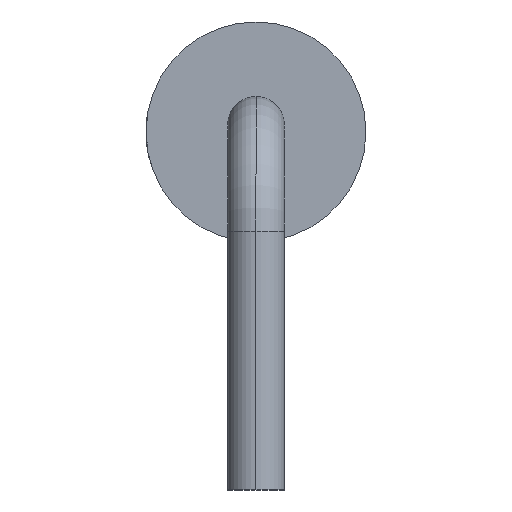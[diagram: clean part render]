
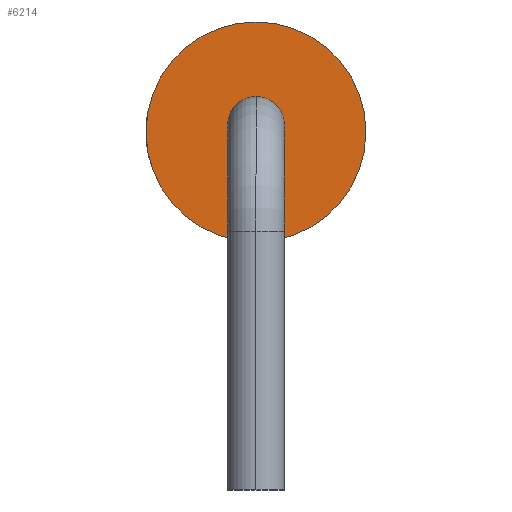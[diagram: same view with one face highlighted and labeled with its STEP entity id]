
A CAD part, left-side view. The second image highlights one B-rep face of the part: STEP entity #6214.
In plain terms, the highlighted planar face has unit normal (-1, 0, 0).
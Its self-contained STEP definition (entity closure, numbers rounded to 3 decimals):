
#138 = CARTESIAN_POINT ( 'NONE',  ( -3.35, 0., 1.55 ) ) ;
#197 = AXIS2_PLACEMENT_3D ( 'NONE', #7305, #5476, #7504 ) ;
#216 = VERTEX_POINT ( 'NONE', #10890 ) ;
#1113 = CARTESIAN_POINT ( 'NONE',  ( -3.35, 0., 1.65 ) ) ;
#1158 = PLANE ( 'NONE',  #12526 ) ;
#2362 = CARTESIAN_POINT ( 'NONE',  ( -3.35, 0., 1.55 ) ) ;
#2751 = EDGE_CURVE ( 'NONE', #13064, #12316, #2826, .T. ) ;
#2826 = CIRCLE ( 'NONE', #7559, 1.551 ) ;
#3092 = VERTEX_POINT ( 'NONE', #12448 ) ;
#3817 = AXIS2_PLACEMENT_3D ( 'NONE', #9319, #6216, #12273 ) ;
#4230 = DIRECTION ( 'NONE',  ( 1., 0., 0. ) ) ;
#4243 = DIRECTION ( 'NONE',  ( 1., 0., 0. ) ) ;
#4314 = EDGE_LOOP ( 'NONE', ( #8884, #12985 ) ) ;
#4641 = ORIENTED_EDGE ( 'NONE', *, *, #9006, .T. ) ;
#5221 = EDGE_CURVE ( 'NONE', #216, #3092, #8586, .T. ) ;
#5476 = DIRECTION ( 'NONE',  ( -1., 0., 0. ) ) ;
#5485 = CARTESIAN_POINT ( 'NONE',  ( -3.35, 0., 3.101 ) ) ;
#6214 = ADVANCED_FACE ( 'NONE', ( #8430, #12324 ), #1158, .F. ) ;
#6216 = DIRECTION ( 'NONE',  ( 1., 0., 0. ) ) ;
#6344 = DIRECTION ( 'NONE',  ( 0., 0., -1. ) ) ;
#7305 = CARTESIAN_POINT ( 'NONE',  ( -3.35, 0., 1.55 ) ) ;
#7356 = DIRECTION ( 'NONE',  ( 0., 0., 1. ) ) ;
#7504 = DIRECTION ( 'NONE',  ( 0., 0., 1. ) ) ;
#7559 = AXIS2_PLACEMENT_3D ( 'NONE', #2362, #9252, #7356 ) ;
#8215 = CARTESIAN_POINT ( 'NONE',  ( -3.35, 0., -0.001 ) ) ;
#8430 = FACE_BOUND ( 'NONE', #10061, .T. ) ;
#8586 = CIRCLE ( 'NONE', #11435, 0.4 ) ;
#8884 = ORIENTED_EDGE ( 'NONE', *, *, #9298, .T. ) ;
#9006 = EDGE_CURVE ( 'NONE', #3092, #216, #12635, .T. ) ;
#9166 = ORIENTED_EDGE ( 'NONE', *, *, #5221, .T. ) ;
#9252 = DIRECTION ( 'NONE',  ( -1., 0., 0. ) ) ;
#9298 = EDGE_CURVE ( 'NONE', #12316, #13064, #10707, .T. ) ;
#9319 = CARTESIAN_POINT ( 'NONE',  ( -3.35, 0., 1.65 ) ) ;
#10061 = EDGE_LOOP ( 'NONE', ( #4641, #9166 ) ) ;
#10707 = CIRCLE ( 'NONE', #197, 1.551 ) ;
#10890 = CARTESIAN_POINT ( 'NONE',  ( -3.35, 0., 2.05 ) ) ;
#11435 = AXIS2_PLACEMENT_3D ( 'NONE', #1113, #4243, #6344 ) ;
#12273 = DIRECTION ( 'NONE',  ( 0., 0., -1. ) ) ;
#12316 = VERTEX_POINT ( 'NONE', #5485 ) ;
#12324 = FACE_OUTER_BOUND ( 'NONE', #4314, .T. ) ;
#12446 = DIRECTION ( 'NONE',  ( 0., 0., -1. ) ) ;
#12448 = CARTESIAN_POINT ( 'NONE',  ( -3.35, 0., 1.25 ) ) ;
#12526 = AXIS2_PLACEMENT_3D ( 'NONE', #138, #4230, #12446 ) ;
#12635 = CIRCLE ( 'NONE', #3817, 0.4 ) ;
#12985 = ORIENTED_EDGE ( 'NONE', *, *, #2751, .T. ) ;
#13064 = VERTEX_POINT ( 'NONE', #8215 ) ;
